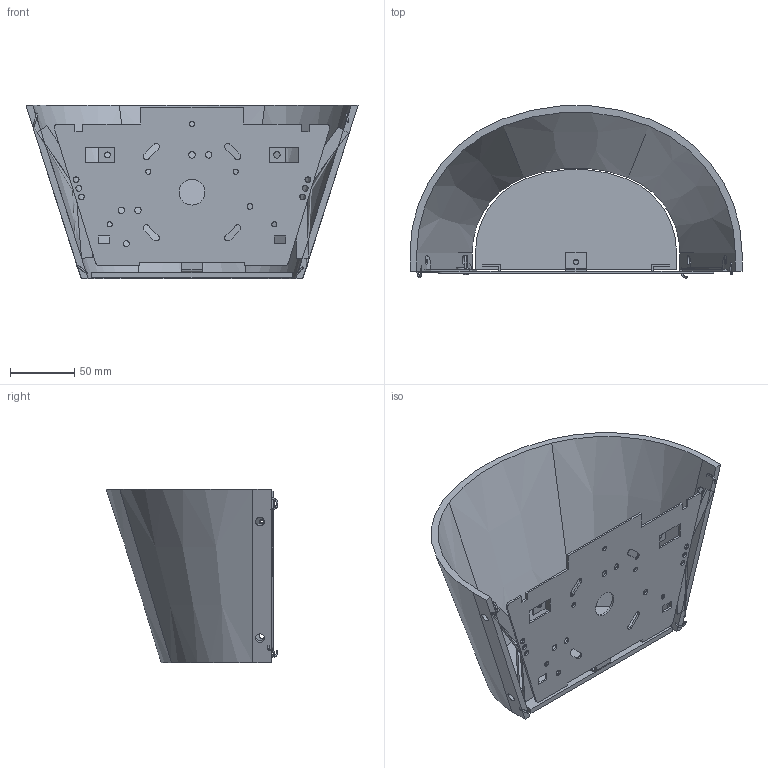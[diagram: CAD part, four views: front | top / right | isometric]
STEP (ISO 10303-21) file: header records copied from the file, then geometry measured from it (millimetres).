
FILE_DESCRIPTION(/* description */ (''),/* implementation_level */ '2;1');
FILE_NAME(/* name */ 'F330450100BINE.stp',/* time_stamp */ '2020-01-16T08:57:02+01:00',/* author */ ('sghezzi'),/* organization */ (''),/* preprocessor_version */ 'ST-DEVELOPER v17.2',/* originating_system */ 'Autodesk Inventor 2019',/* authorisation */ '');
FILE_SCHEMA (('AUTOMOTIVE_DESIGN { 1 0 10303 214 3 1 1 }'));
Length unit declared in the file: millimetre
Products named in the file (7): Ananas_m3302.1_m3304.1+v3290.1_Assieme; 007330210_piastra par gran mont x 3302.1; 002330212_schermo inf vetro ananas grande; 002330211_Diff vetro am grande 3302.1-3.1-4.1; Piastrina reggivetro1; Piastrina reggivetro2; molla
Assembly tree (9 placements, depth 2):
  Ananas_m3302.1_m3304.1+v3290.1_Assieme
    007330210_piastra par gran mont x 3302.1
    002330212_schermo inf vetro ananas grande
    002330211_Diff vetro am grande 3302.1-3.1-4.1
    Piastrina reggivetro1  x2
    Piastrina reggivetro2  x2
    molla  x2
Bounding box: 258 x 133.57 x 135 mm (x, y, z)
Volume: 313758.4 mm3; surface area: 172338.6 mm2
Topology: 15 solids, 15 shells, 199 faces, 524 edges, 359 vertices
Faces by surface type: plane 119, cylinder 67, cone 7, bspline 6
Full cylindrical faces by diameter (mm): 1.2 x4, 4 x11, 4.2 x4, 4.5 x9, 5 x5, 7 x4, 20 x1
Entity records: 6177 total; most frequent: CARTESIAN_POINT 1498, DIRECTION 932, ORIENTED_EDGE 876, EDGE_CURVE 438, AXIS2_PLACEMENT_3D 320, LINE 292, VECTOR 292, VERTEX_POINT 291
